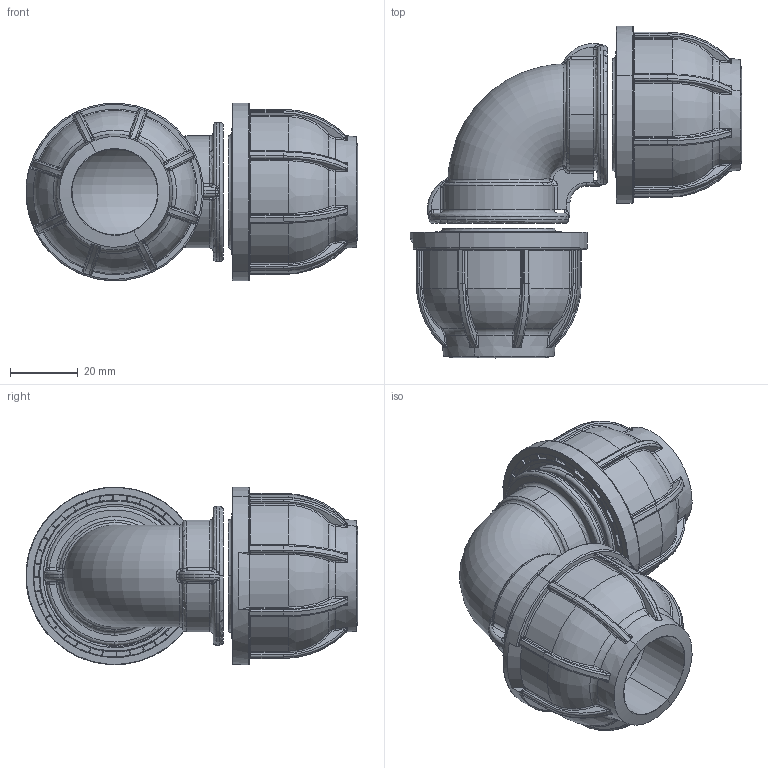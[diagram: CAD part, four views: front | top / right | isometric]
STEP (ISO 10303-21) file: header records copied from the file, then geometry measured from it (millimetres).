
FILE_DESCRIPTION (( 'STEP AP203' ), '1' );
FILE_NAME ('R213.025.025.step', '2013-11-19T09:21:35', ( 'Alusic' ), ( 'Alusic' ), 'SwSTEP 2.0', 'SolidWorks 2011', '' );
FILE_SCHEMA (( 'CONFIG_CONTROL_DESIGN' ));
Products named in the file (1): R213.025.025
Bounding box: 97.85 x 97.89 x 52.32 mm (x, y, z)
Surface area: 37264.1 mm2 (no closed solid volume)
Topology: 0 solids, 13 shells, 1081 faces, 3272 edges, 2051 vertices
Faces by surface type: cylinder 292, torus 274, bspline 223, plane 207, sphere 63, cone 22
Entity records: 49172 total; most frequent: CARTESIAN_POINT 22784, DIRECTION 5393, ORIENTED_EDGE 5294, EDGE_CURVE 3244, AXIS2_PLACEMENT_3D 2364, VERTEX_POINT 2043, CIRCLE 1505, EDGE_LOOP 1089
